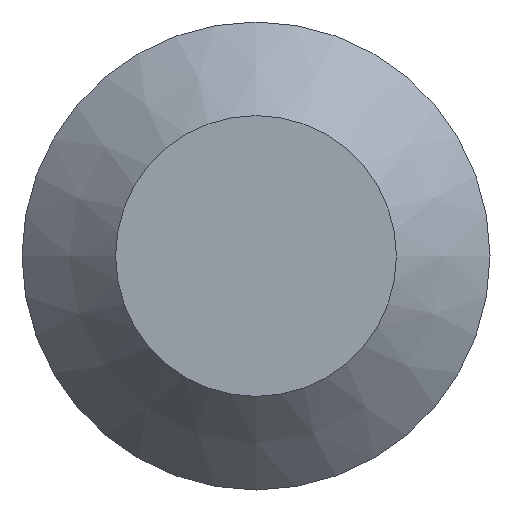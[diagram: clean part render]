
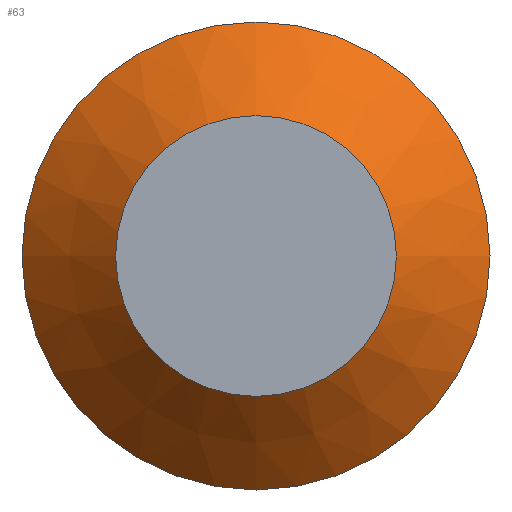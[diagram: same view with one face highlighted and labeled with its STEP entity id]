
A CAD part, front view. The second image highlights one B-rep face of the part: STEP entity #63.
In plain terms, the highlighted conical face has half-angle 45 degrees and reference radius 40 mm.
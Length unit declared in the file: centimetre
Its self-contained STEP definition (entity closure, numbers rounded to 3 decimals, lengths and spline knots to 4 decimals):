
#20=FACE_BOUND('',#29,.T.);
#21=CONICAL_SURFACE('',#72,4.,0.785);
#24=FACE_OUTER_BOUND('',#28,.T.);
#28=EDGE_LOOP('',(#50));
#29=EDGE_LOOP('',(#51,#52));
#33=CIRCLE('',#71,3.);
#34=CIRCLE('',#73,5.);
#35=CIRCLE('',#74,5.);
#38=VERTEX_POINT('',#100);
#39=VERTEX_POINT('',#103);
#40=VERTEX_POINT('',#104);
#43=EDGE_CURVE('',#38,#38,#33,.T.);
#44=EDGE_CURVE('',#39,#40,#34,.T.);
#45=EDGE_CURVE('',#40,#39,#35,.T.);
#50=ORIENTED_EDGE('',*,*,#43,.T.);
#51=ORIENTED_EDGE('',*,*,#44,.F.);
#52=ORIENTED_EDGE('',*,*,#45,.F.);
#63=ADVANCED_FACE('',(#24,#20),#21,.T.);
#71=AXIS2_PLACEMENT_3D('',#101,#85,#86);
#72=AXIS2_PLACEMENT_3D('',#102,#87,#88);
#73=AXIS2_PLACEMENT_3D('',#105,#89,#90);
#74=AXIS2_PLACEMENT_3D('',#106,#91,#92);
#85=DIRECTION('center_axis',(0.,1.,0.));
#86=DIRECTION('ref_axis',(1.,0.,0.));
#87=DIRECTION('center_axis',(0.,1.,0.));
#88=DIRECTION('ref_axis',(0.,0.,1.));
#89=DIRECTION('center_axis',(0.,1.,0.));
#90=DIRECTION('ref_axis',(1.,0.,0.));
#91=DIRECTION('center_axis',(0.,1.,0.));
#92=DIRECTION('ref_axis',(1.,0.,0.));
#100=CARTESIAN_POINT('',(0.,-2.,3.));
#101=CARTESIAN_POINT('Origin',(0.,-2.,0.));
#102=CARTESIAN_POINT('Origin',(0.,-1.,0.));
#103=CARTESIAN_POINT('',(0.,0.,5.));
#104=CARTESIAN_POINT('',(0.,0.,-5.));
#105=CARTESIAN_POINT('Origin',(0.,0.,0.));
#106=CARTESIAN_POINT('Origin',(0.,0.,0.));
